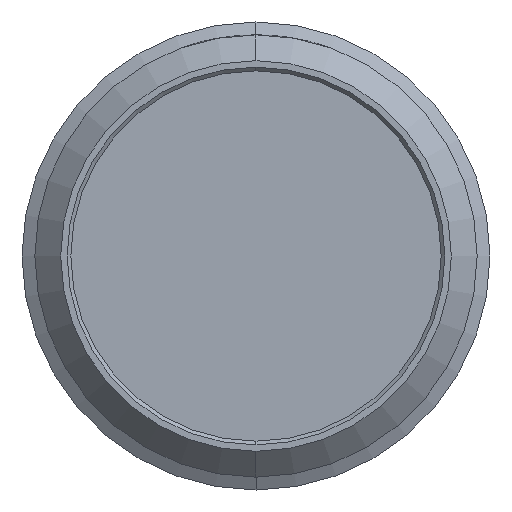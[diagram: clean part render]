
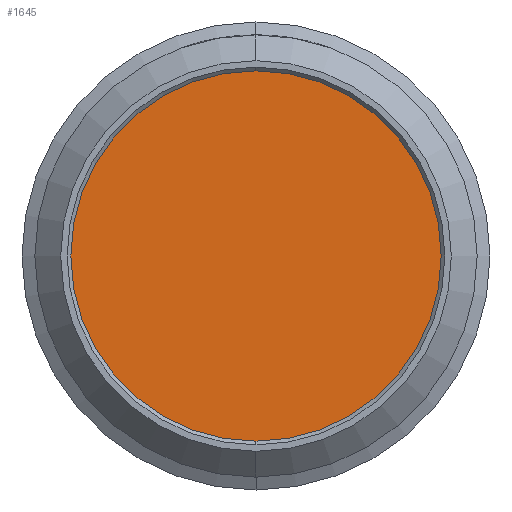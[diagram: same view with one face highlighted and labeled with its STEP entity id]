
A CAD part, left-side view. The second image highlights one B-rep face of the part: STEP entity #1645.
In plain terms, the highlighted planar face has unit normal (-1, 0, 0).
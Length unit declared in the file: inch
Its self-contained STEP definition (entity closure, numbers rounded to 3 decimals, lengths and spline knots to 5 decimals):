
#630 = EDGE_CURVE ( 'NONE', #2127, #870, #1770, .T. ) ;
#662 = DIRECTION ( 'NONE',  ( 0., 0., -1. ) ) ;
#668 = PLANE ( 'NONE',  #1531 ) ;
#690 = AXIS2_PLACEMENT_3D ( 'NONE', #3247, #2357, #850 ) ;
#718 = CARTESIAN_POINT ( 'NONE',  ( 0., 0., 0. ) ) ;
#850 = DIRECTION ( 'NONE',  ( 0., 0., -1. ) ) ;
#870 = VERTEX_POINT ( 'NONE', #2228 ) ;
#1419 = FACE_OUTER_BOUND ( 'NONE', #2572, .T. ) ;
#1531 = AXIS2_PLACEMENT_3D ( 'NONE', #718, #2902, #2004 ) ;
#1645 = ADVANCED_FACE ( 'NONE', ( #1419 ), #668, .F. ) ;
#1713 = ORIENTED_EDGE ( 'NONE', *, *, #3156, .F. ) ;
#1770 = CIRCLE ( 'NONE', #690, 0.19783 ) ;
#1858 = CARTESIAN_POINT ( 'NONE',  ( 0., 0., 0. ) ) ;
#1978 = CIRCLE ( 'NONE', #2857, 0.19783 ) ;
#2004 = DIRECTION ( 'NONE',  ( 0., 0., -1. ) ) ;
#2127 = VERTEX_POINT ( 'NONE', #2142 ) ;
#2142 = CARTESIAN_POINT ( 'NONE',  ( 0., 0., -0.19783 ) ) ;
#2228 = CARTESIAN_POINT ( 'NONE',  ( 0., 0., 0.19783 ) ) ;
#2357 = DIRECTION ( 'NONE',  ( 1., 0., 0. ) ) ;
#2572 = EDGE_LOOP ( 'NONE', ( #3232, #1713 ) ) ;
#2857 = AXIS2_PLACEMENT_3D ( 'NONE', #1858, #3457, #662 ) ;
#2902 = DIRECTION ( 'NONE',  ( 1., 0., 0. ) ) ;
#3156 = EDGE_CURVE ( 'NONE', #870, #2127, #1978, .T. ) ;
#3232 = ORIENTED_EDGE ( 'NONE', *, *, #630, .F. ) ;
#3247 = CARTESIAN_POINT ( 'NONE',  ( 0., 0., 0. ) ) ;
#3457 = DIRECTION ( 'NONE',  ( 1., 0., 0. ) ) ;
